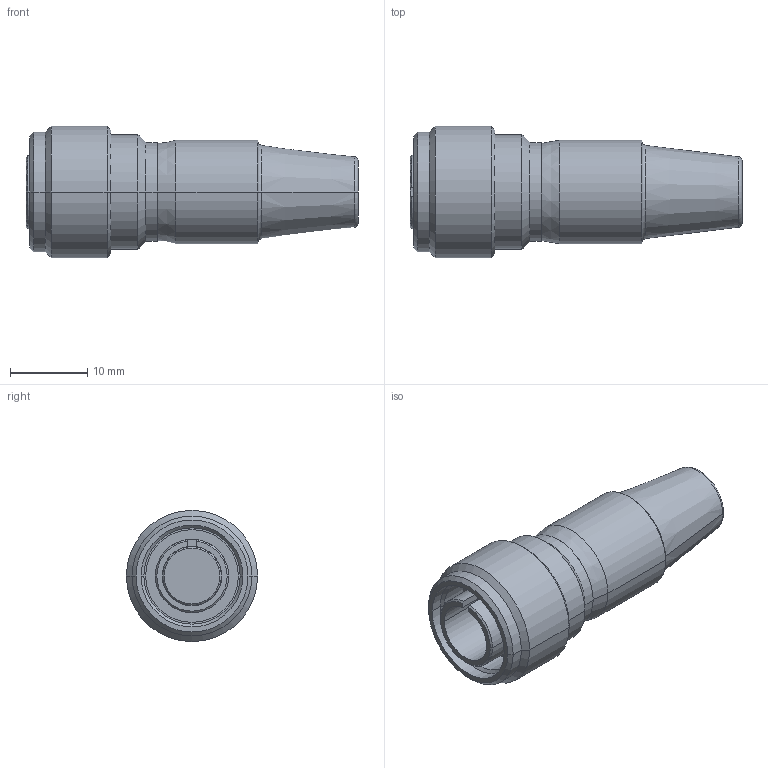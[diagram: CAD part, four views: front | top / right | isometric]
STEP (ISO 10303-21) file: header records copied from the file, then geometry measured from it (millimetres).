
FILE_DESCRIPTION(('CoCreate Modeling STEP Export'),'2;1');
FILE_NAME('HR10A-10TP-12P.stp','2012-10-16T18:19:44',(''),(''),'CoCreate Modeling STEP processor for AP214 (Solid Model)','CoCreate Modeling 17.0 01-Apr-2010 (C) Parametric Technology GmbH','');
FILE_SCHEMA(('AUTOMOTIVE_DESIGN { 1 0 10303 214 1 1 1 1 }'));
Length unit declared in the file: millimetre
Products named in the file (1): HR10A-10TP-12P
Bounding box: 43 x 17 x 17 mm (x, y, z)
Volume: 5360.4 mm3; surface area: 3260.7 mm2
Topology: 1 solids, 1 shells, 70 faces, 145 edges, 88 vertices
Faces by surface type: cylinder 30, cone 19, plane 17, torus 4
Entity records: 1567 total; most frequent: ORIENTED_EDGE 290, CARTESIAN_POINT 259, DIRECTION 234, EDGE_CURVE 145, AXIS2_PLACEMENT_3D 89, VERTEX_POINT 88, EDGE_LOOP 81, FACE_OUTER_BOUND 70
